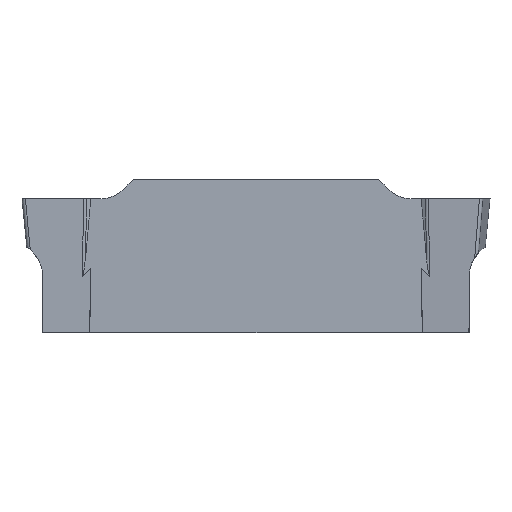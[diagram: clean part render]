
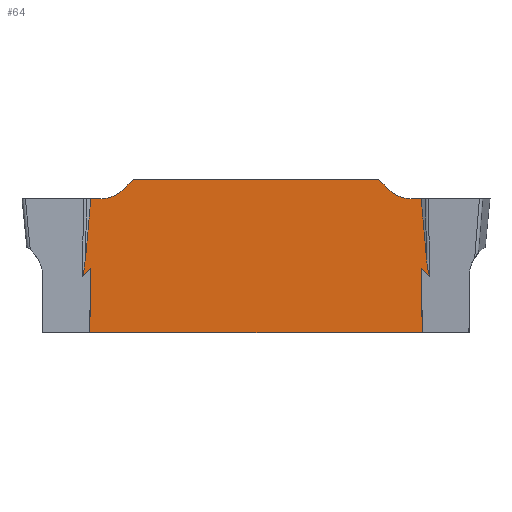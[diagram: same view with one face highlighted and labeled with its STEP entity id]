
A CAD part, left-side view. The second image highlights one B-rep face of the part: STEP entity #64.
In plain terms, the highlighted planar face has unit normal (-1, 0, 0).
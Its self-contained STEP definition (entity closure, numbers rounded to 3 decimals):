
#39=CIRCLE('',#811,1.);
#40=CIRCLE('',#812,1.);
#64=ADVANCED_FACE('',(#126),#100,.T.);
#100=PLANE('',#813);
#126=FACE_OUTER_BOUND('',#164,.T.);
#164=EDGE_LOOP('',(#263,#264,#265,#266,#267,#268,#269,#270,#271,#272,#273,
#274,#275,#276,#277,#278));
#263=ORIENTED_EDGE('',*,*,#543,.T.);
#264=ORIENTED_EDGE('',*,*,#544,.T.);
#265=ORIENTED_EDGE('',*,*,#514,.T.);
#266=ORIENTED_EDGE('',*,*,#545,.T.);
#267=ORIENTED_EDGE('',*,*,#509,.T.);
#268=ORIENTED_EDGE('',*,*,#546,.T.);
#269=ORIENTED_EDGE('',*,*,#540,.T.);
#270=ORIENTED_EDGE('',*,*,#547,.T.);
#271=ORIENTED_EDGE('',*,*,#548,.T.);
#272=ORIENTED_EDGE('',*,*,#549,.F.);
#273=ORIENTED_EDGE('',*,*,#550,.F.);
#274=ORIENTED_EDGE('',*,*,#551,.F.);
#275=ORIENTED_EDGE('',*,*,#552,.F.);
#276=ORIENTED_EDGE('',*,*,#553,.F.);
#277=ORIENTED_EDGE('',*,*,#554,.F.);
#278=ORIENTED_EDGE('',*,*,#555,.F.);
#437=VERTEX_POINT('',#1080);
#438=VERTEX_POINT('',#1082);
#441=VERTEX_POINT('',#1090);
#442=VERTEX_POINT('',#1092);
#463=VERTEX_POINT('',#1148);
#464=VERTEX_POINT('',#1150);
#465=VERTEX_POINT('',#1156);
#466=VERTEX_POINT('',#1157);
#467=VERTEX_POINT('',#1192);
#468=VERTEX_POINT('',#1194);
#469=VERTEX_POINT('',#1196);
#470=VERTEX_POINT('',#1198);
#471=VERTEX_POINT('',#1200);
#472=VERTEX_POINT('',#1202);
#473=VERTEX_POINT('',#1204);
#474=VERTEX_POINT('',#1206);
#509=EDGE_CURVE('',#438,#437,#615,.T.);
#514=EDGE_CURVE('',#442,#441,#619,.T.);
#540=EDGE_CURVE('',#464,#463,#639,.T.);
#543=EDGE_CURVE('',#465,#466,#641,.T.);
#544=EDGE_CURVE('',#466,#442,#761,.T.);
#545=EDGE_CURVE('',#441,#438,#642,.T.);
#546=EDGE_CURVE('',#437,#464,#643,.T.);
#547=EDGE_CURVE('',#463,#467,#762,.T.);
#548=EDGE_CURVE('',#467,#468,#644,.T.);
#549=EDGE_CURVE('',#469,#468,#645,.T.);
#550=EDGE_CURVE('',#470,#469,#39,.T.);
#551=EDGE_CURVE('',#471,#470,#646,.T.);
#552=EDGE_CURVE('',#472,#471,#647,.T.);
#553=EDGE_CURVE('',#473,#472,#648,.T.);
#554=EDGE_CURVE('',#474,#473,#40,.T.);
#555=EDGE_CURVE('',#465,#474,#649,.T.);
#615=LINE('',#1081,#689);
#619=LINE('',#1091,#693);
#639=LINE('',#1149,#713);
#641=LINE('',#1155,#715);
#642=LINE('',#1177,#716);
#643=LINE('',#1178,#717);
#644=LINE('',#1193,#718);
#645=LINE('',#1195,#719);
#646=LINE('',#1199,#720);
#647=LINE('',#1201,#721);
#648=LINE('',#1203,#722);
#649=LINE('',#1207,#723);
#689=VECTOR('',#868,1.);
#693=VECTOR('',#876,1.);
#713=VECTOR('',#912,1.);
#715=VECTOR('',#920,1.);
#716=VECTOR('',#921,1.);
#717=VECTOR('',#922,1.);
#718=VECTOR('',#923,1.);
#719=VECTOR('',#924,1.);
#720=VECTOR('',#927,1.);
#721=VECTOR('',#928,1.);
#722=VECTOR('',#929,1.);
#723=VECTOR('',#932,1.);
#761=B_SPLINE_CURVE_WITH_KNOTS('',3,(#1158,#1159,#1160,#1161,#1162,#1163,
#1164,#1165,#1166,#1167,#1168,#1169,#1170,#1171,#1172,#1173,#1174,#1175,
#1176),.UNSPECIFIED.,.F.,.F.,(4,3,3,3,3,3,4),(0.,0.312,0.653,
0.824,0.929,0.98,1.),.UNSPECIFIED.);
#762=B_SPLINE_CURVE_WITH_KNOTS('',3,(#1179,#1180,#1181,#1182,#1183,#1184,
#1185,#1186,#1187,#1188,#1189,#1190,#1191),.UNSPECIFIED.,.F.,.F.,(4,3,3,
3,4),(0.,0.036,0.179,0.747,1.),
 .UNSPECIFIED.);
#811=AXIS2_PLACEMENT_3D('',#1197,#925,#926);
#812=AXIS2_PLACEMENT_3D('',#1205,#930,#931);
#813=AXIS2_PLACEMENT_3D('',#1208,#933,#934);
#868=DIRECTION('',(0.,-1.,0.));
#876=DIRECTION('',(0.,-0.707,0.707));
#912=DIRECTION('',(0.,-0.707,-0.707));
#920=DIRECTION('',(0.,0.087,-0.996));
#921=DIRECTION('',(0.,0.011,-1.));
#922=DIRECTION('',(0.,0.011,1.));
#923=DIRECTION('',(0.,0.087,0.996));
#924=DIRECTION('',(0.,-1.,0.));
#925=DIRECTION('',(-1.,0.,0.));
#926=DIRECTION('',(0.,0.,1.));
#927=DIRECTION('',(0.,-0.707,-0.707));
#928=DIRECTION('',(0.,-1.,0.));
#929=DIRECTION('',(0.,-0.707,0.707));
#930=DIRECTION('',(-1.,0.,0.));
#931=DIRECTION('',(0.,0.,1.));
#932=DIRECTION('',(0.,-1.,0.));
#933=DIRECTION('',(-1.,0.,0.));
#934=DIRECTION('',(0.,0.,1.));
#1080=CARTESIAN_POINT('',(-0.565,1.781,-4.205));
#1081=CARTESIAN_POINT('',(-0.565,13.7,-4.205));
#1082=CARTESIAN_POINT('',(-0.565,12.219,-4.205));
#1090=CARTESIAN_POINT('',(-0.565,12.198,-2.185));
#1091=CARTESIAN_POINT('',(-0.565,11.555,-1.542));
#1092=CARTESIAN_POINT('',(-0.565,12.45,-2.437));
#1148=CARTESIAN_POINT('',(-0.565,1.55,-2.437));
#1149=CARTESIAN_POINT('',(-0.565,9.152,5.158));
#1150=CARTESIAN_POINT('',(-0.565,1.802,-2.185));
#1155=CARTESIAN_POINT('',(-0.565,12.151,0.47));
#1156=CARTESIAN_POINT('',(-0.565,12.192,0.));
#1157=CARTESIAN_POINT('',(-0.565,12.351,-1.82));
#1158=CARTESIAN_POINT('',(-0.565,12.351,-1.82));
#1159=CARTESIAN_POINT('',(-0.565,12.356,-1.885));
#1160=CARTESIAN_POINT('',(-0.565,12.362,-1.95));
#1161=CARTESIAN_POINT('',(-0.565,12.369,-2.015));
#1162=CARTESIAN_POINT('',(-0.565,12.377,-2.086));
#1163=CARTESIAN_POINT('',(-0.565,12.385,-2.157));
#1164=CARTESIAN_POINT('',(-0.565,12.396,-2.227));
#1165=CARTESIAN_POINT('',(-0.565,12.401,-2.263));
#1166=CARTESIAN_POINT('',(-0.565,12.407,-2.298));
#1167=CARTESIAN_POINT('',(-0.565,12.414,-2.333));
#1168=CARTESIAN_POINT('',(-0.565,12.419,-2.355));
#1169=CARTESIAN_POINT('',(-0.565,12.423,-2.376));
#1170=CARTESIAN_POINT('',(-0.565,12.43,-2.397));
#1171=CARTESIAN_POINT('',(-0.565,12.433,-2.407));
#1172=CARTESIAN_POINT('',(-0.565,12.437,-2.417));
#1173=CARTESIAN_POINT('',(-0.565,12.442,-2.426));
#1174=CARTESIAN_POINT('',(-0.565,12.444,-2.43));
#1175=CARTESIAN_POINT('',(-0.565,12.447,-2.434));
#1176=CARTESIAN_POINT('',(-0.565,12.45,-2.437));
#1177=CARTESIAN_POINT('',(-0.565,12.168,0.589));
#1178=CARTESIAN_POINT('',(-0.565,1.834,0.732));
#1179=CARTESIAN_POINT('',(-0.565,1.55,-2.437));
#1180=CARTESIAN_POINT('',(-0.565,1.556,-2.431));
#1181=CARTESIAN_POINT('',(-0.565,1.559,-2.424));
#1182=CARTESIAN_POINT('',(-0.565,1.562,-2.417));
#1183=CARTESIAN_POINT('',(-0.565,1.574,-2.39));
#1184=CARTESIAN_POINT('',(-0.565,1.58,-2.36));
#1185=CARTESIAN_POINT('',(-0.565,1.586,-2.331));
#1186=CARTESIAN_POINT('',(-0.565,1.61,-2.215));
#1187=CARTESIAN_POINT('',(-0.565,1.623,-2.096));
#1188=CARTESIAN_POINT('',(-0.565,1.635,-1.978));
#1189=CARTESIAN_POINT('',(-0.565,1.64,-1.925));
#1190=CARTESIAN_POINT('',(-0.565,1.645,-1.873));
#1191=CARTESIAN_POINT('',(-0.565,1.649,-1.82));
#1192=CARTESIAN_POINT('',(-0.565,1.649,-1.82));
#1193=CARTESIAN_POINT('',(-0.565,1.951,1.631));
#1194=CARTESIAN_POINT('',(-0.565,1.808,0.));
#1195=CARTESIAN_POINT('',(-0.565,13.7,0.));
#1196=CARTESIAN_POINT('',(-0.565,2.131,0.));
#1197=CARTESIAN_POINT('',(-0.565,2.131,1.));
#1198=CARTESIAN_POINT('',(-0.565,2.838,0.293));
#1199=CARTESIAN_POINT('',(-0.565,8.425,5.88));
#1200=CARTESIAN_POINT('',(-0.565,3.15,0.605));
#1201=CARTESIAN_POINT('',(-0.565,13.7,0.605));
#1202=CARTESIAN_POINT('',(-0.565,10.85,0.605));
#1203=CARTESIAN_POINT('',(-0.565,12.275,-0.82));
#1204=CARTESIAN_POINT('',(-0.565,11.162,0.293));
#1205=CARTESIAN_POINT('',(-0.565,11.869,1.));
#1206=CARTESIAN_POINT('',(-0.565,11.869,0.));
#1207=CARTESIAN_POINT('',(-0.565,13.7,0.));
#1208=CARTESIAN_POINT('',(-0.565,13.7,0.605));
